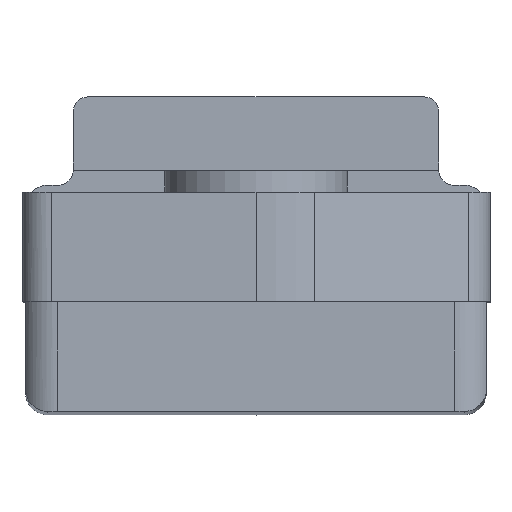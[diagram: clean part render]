
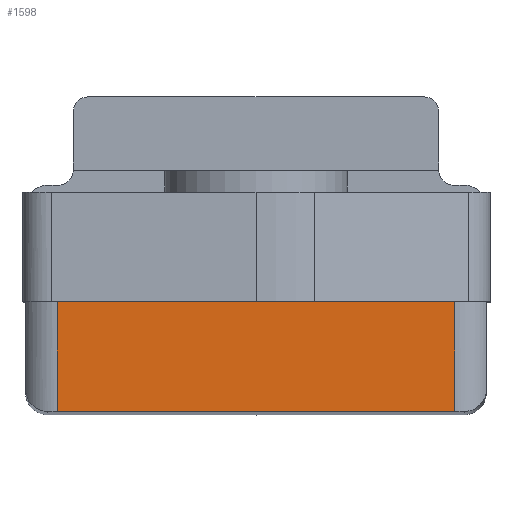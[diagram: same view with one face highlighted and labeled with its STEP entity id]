
A CAD part, top view. The second image highlights one B-rep face of the part: STEP entity #1598.
In plain terms, the highlighted face is planar.
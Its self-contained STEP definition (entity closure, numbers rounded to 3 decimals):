
#35=LINE('',#2159,#145);
#36=LINE('',#2162,#146);
#37=LINE('',#2164,#147);
#38=LINE('',#2166,#148);
#145=VECTOR('',#1810,1000.);
#146=VECTOR('',#1811,1000.);
#147=VECTOR('',#1812,1000.);
#148=VECTOR('',#1813,1000.);
#251=PLANE('',#1676);
#350=ORIENTED_EDGE('',*,*,#684,.T.);
#351=ORIENTED_EDGE('',*,*,#685,.F.);
#352=ORIENTED_EDGE('',*,*,#686,.F.);
#353=ORIENTED_EDGE('',*,*,#687,.T.);
#684=EDGE_CURVE('',#851,#852,#35,.F.);
#685=EDGE_CURVE('',#853,#852,#36,.T.);
#686=EDGE_CURVE('',#854,#853,#37,.F.);
#687=EDGE_CURVE('',#854,#851,#38,.T.);
#851=VERTEX_POINT('',#2160);
#852=VERTEX_POINT('',#2161);
#853=VERTEX_POINT('',#2163);
#854=VERTEX_POINT('',#2165);
#956=EDGE_LOOP('',(#350,#351,#352,#353));
#1032=FACE_BOUND('',#956,.T.);
#1598=ADVANCED_FACE('',(#1032),#251,.T.);
#1676=AXIS2_PLACEMENT_3D('',#2158,#1808,#1809);
#1808=DIRECTION('',(1.,0.,0.));
#1809=DIRECTION('',(0.,0.,-1.));
#1810=DIRECTION('',(0.,-1.,0.));
#1811=DIRECTION('',(0.,0.,-1.));
#1812=DIRECTION('',(0.,-1.,0.));
#1813=DIRECTION('',(0.,0.,-1.));
#2158=CARTESIAN_POINT('',(0.,0.3,2.85));
#2159=CARTESIAN_POINT('',(0.,5.,-2.715));
#2160=CARTESIAN_POINT('',(0.,0.,-2.715));
#2161=CARTESIAN_POINT('',(0.,1.5,-2.715));
#2162=CARTESIAN_POINT('',(0.,1.5,5.));
#2163=CARTESIAN_POINT('',(0.,1.5,2.715));
#2164=CARTESIAN_POINT('',(0.,5.,2.715));
#2165=CARTESIAN_POINT('',(0.,0.,2.715));
#2166=CARTESIAN_POINT('',(0.,0.,2.85));
